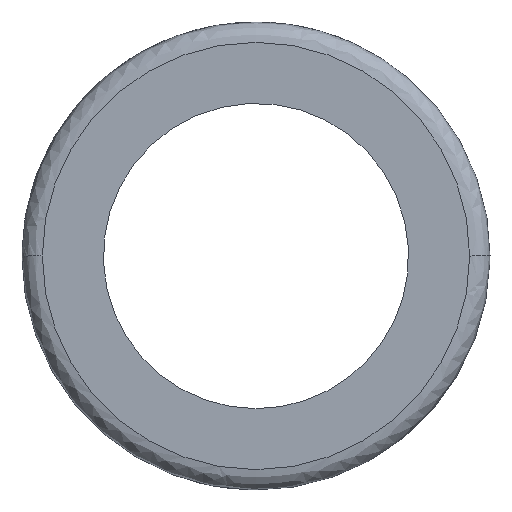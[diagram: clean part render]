
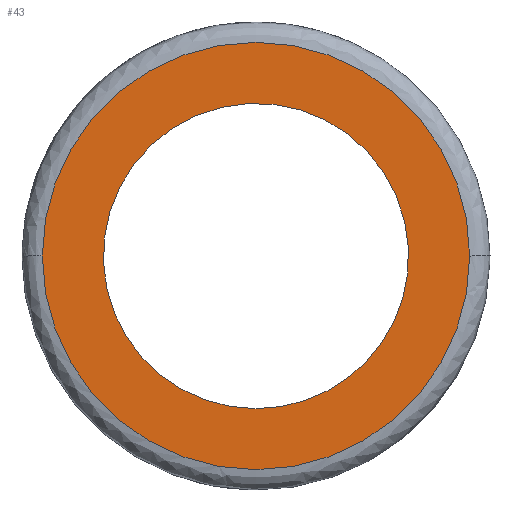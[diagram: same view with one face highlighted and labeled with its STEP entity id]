
A CAD part, front view. The second image highlights one B-rep face of the part: STEP entity #43.
In plain terms, the highlighted planar face has unit normal (0, -1, 0).
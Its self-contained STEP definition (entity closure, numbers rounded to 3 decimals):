
#43=ADVANCED_FACE('',(#90,#91),#89,.F.);
#89=PLANE('',#241);
#90=FACE_OUTER_BOUND('',#242,.T.);
#91=FACE_BOUND('',#243,.T.);
#238=CARTESIAN_POINT('',(-21.824,0.,-24.15));
#239=DIRECTION('',(0.,1.,0.));
#240=DIRECTION('',(0.,0.,1.));
#241=AXIS2_PLACEMENT_3D('',#238,#239,#240);
#242=EDGE_LOOP('',(#406,#407,#408));
#243=EDGE_LOOP('',(#409,#410,#411));
#406=ORIENTED_EDGE('',*,*,#504,.T.);
#407=ORIENTED_EDGE('',*,*,#505,.T.);
#408=ORIENTED_EDGE('',*,*,#506,.T.);
#409=ORIENTED_EDGE('',*,*,#507,.F.);
#410=ORIENTED_EDGE('',*,*,#508,.F.);
#411=ORIENTED_EDGE('',*,*,#509,.F.);
#504=EDGE_CURVE('',#661,#662,#663,.T.);
#505=EDGE_CURVE('',#662,#669,#670,.T.);
#506=EDGE_CURVE('',#669,#661,#676,.T.);
#507=EDGE_CURVE('',#682,#683,#684,.T.);
#508=EDGE_CURVE('',#690,#682,#691,.T.);
#509=EDGE_CURVE('',#683,#690,#697,.T.);
#661=VERTEX_POINT('',#956);
#662=VERTEX_POINT('',#957);
#663=CIRCLE('',#961,10.5);
#669=VERTEX_POINT('',#962);
#670=CIRCLE('',#966,10.5);
#676=CIRCLE('',#970,10.5);
#682=VERTEX_POINT('',#971);
#683=VERTEX_POINT('',#972);
#684=CIRCLE('',#976,7.5);
#690=VERTEX_POINT('',#977);
#691=CIRCLE('',#981,7.5);
#697=CIRCLE('',#985,7.5);
#956=CARTESIAN_POINT('',(0.,0.,10.5));
#957=CARTESIAN_POINT('',(-10.5,0.,0.));
#958=CARTESIAN_POINT('',(0.,0.,0.));
#959=DIRECTION('',(0.,-1.,0.));
#960=DIRECTION('',(0.,0.,1.));
#961=AXIS2_PLACEMENT_3D('',#958,#959,#960);
#962=CARTESIAN_POINT('',(10.5,0.,-0.001));
#963=CARTESIAN_POINT('',(0.,0.,0.));
#964=DIRECTION('',(0.,-1.,0.));
#965=DIRECTION('',(0.,0.,1.));
#966=AXIS2_PLACEMENT_3D('',#963,#964,#965);
#967=CARTESIAN_POINT('',(0.,0.,0.));
#968=DIRECTION('',(0.,-1.,0.));
#969=DIRECTION('',(0.,0.,1.));
#970=AXIS2_PLACEMENT_3D('',#967,#968,#969);
#971=CARTESIAN_POINT('',(-7.448,0.,0.885));
#972=CARTESIAN_POINT('',(0.,0.,-7.5));
#973=CARTESIAN_POINT('',(0.,0.,0.));
#974=DIRECTION('',(0.,-1.,0.));
#975=DIRECTION('',(0.,0.,-1.));
#976=AXIS2_PLACEMENT_3D('',#973,#974,#975);
#977=CARTESIAN_POINT('',(7.447,0.,-0.887));
#978=CARTESIAN_POINT('',(0.,0.,0.));
#979=DIRECTION('',(0.,-1.,0.));
#980=DIRECTION('',(0.,0.,-1.));
#981=AXIS2_PLACEMENT_3D('',#978,#979,#980);
#982=CARTESIAN_POINT('',(0.,0.,0.));
#983=DIRECTION('',(0.,-1.,0.));
#984=DIRECTION('',(0.,0.,-1.));
#985=AXIS2_PLACEMENT_3D('',#982,#983,#984);
